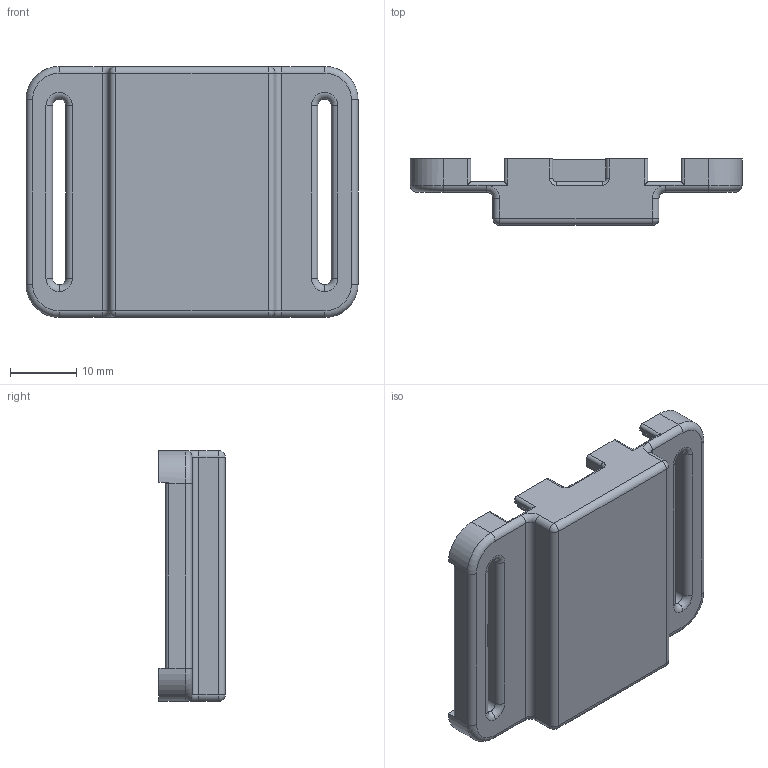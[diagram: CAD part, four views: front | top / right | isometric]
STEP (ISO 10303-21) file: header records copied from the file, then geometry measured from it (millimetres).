
FILE_DESCRIPTION (( 'STEP AP214' ), '1' );
FILE_NAME ('Case_Bottom.STEP', '2021-03-15T08:28:33', ( '' ), ( '' ), 'SwSTEP 2.0', 'SolidWorks 2018', '' );
FILE_SCHEMA (( 'AUTOMOTIVE_DESIGN' ));
Length unit declared in the file: millimetre
Products named in the file (1): Case_Bottom
Bounding box: 50 x 10 x 37.8 mm (x, y, z)
Volume: 4281.3 mm3; surface area: 6110.1 mm2
Topology: 1 solids, 1 shells, 174 faces, 446 edges, 269 vertices
Faces by surface type: plane 81, cylinder 62, torus 25, sphere 5, bspline 1
Entity records: 5288 total; most frequent: CARTESIAN_POINT 1017, DIRECTION 910, ORIENTED_EDGE 884, EDGE_CURVE 442, AXIS2_PLACEMENT_3D 314, VECTOR 282, LINE 282, VERTEX_POINT 269
